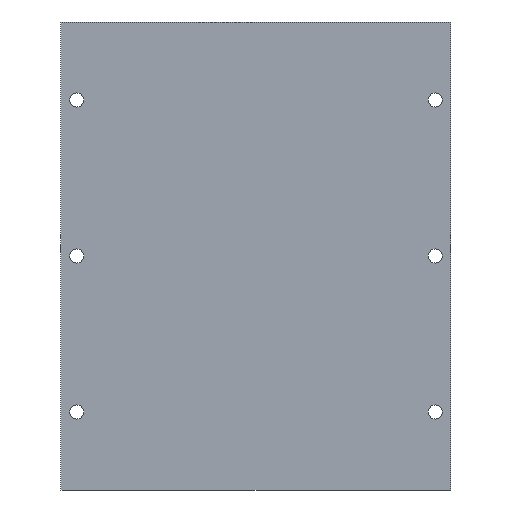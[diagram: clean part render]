
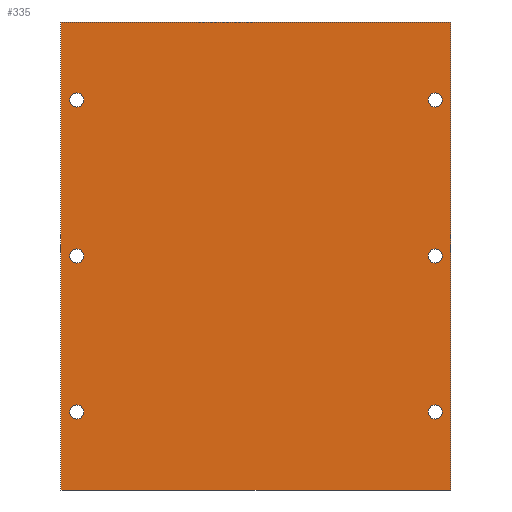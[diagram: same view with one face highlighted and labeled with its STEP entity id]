
A CAD part, front view. The second image highlights one B-rep face of the part: STEP entity #335.
In plain terms, the highlighted planar face has unit normal (0, -1, 0).
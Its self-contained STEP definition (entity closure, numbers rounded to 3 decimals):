
#10 = AXIS2_PLACEMENT_3D ( 'NONE', #453, #754, #930 ) ;
#14 = VECTOR ( 'NONE', #729, 1000. ) ;
#33 = AXIS2_PLACEMENT_3D ( 'NONE', #426, #1224, #731 ) ;
#46 = CIRCLE ( 'NONE', #599, 2.25 ) ;
#50 = ORIENTED_EDGE ( 'NONE', *, *, #759, .T. ) ;
#64 = DIRECTION ( 'NONE',  ( 0., 0., 1. ) ) ;
#71 = FACE_OUTER_BOUND ( 'NONE', #548, .T. ) ;
#77 = PLANE ( 'NONE',  #680 ) ;
#95 = DIRECTION ( 'NONE',  ( 0., 1., 0. ) ) ;
#97 = VERTEX_POINT ( 'NONE', #326 ) ;
#98 = DIRECTION ( 'NONE',  ( 0., 0., -1. ) ) ;
#115 = EDGE_CURVE ( 'NONE', #138, #211, #1124, .T. ) ;
#137 = DIRECTION ( 'NONE',  ( 1., 0., 0. ) ) ;
#138 = VERTEX_POINT ( 'NONE', #1150 ) ;
#140 = DIRECTION ( 'NONE',  ( 0., 0., 1. ) ) ;
#147 = CARTESIAN_POINT ( 'NONE',  ( 5., 0., 125. ) ) ;
#161 = EDGE_LOOP ( 'NONE', ( #1254, #696 ) ) ;
#163 = DIRECTION ( 'NONE',  ( 0., 1., 0. ) ) ;
#165 = ORIENTED_EDGE ( 'NONE', *, *, #1286, .T. ) ;
#184 = CARTESIAN_POINT ( 'NONE',  ( 5., 0., 75. ) ) ;
#192 = CARTESIAN_POINT ( 'NONE',  ( 120., 0., 75. ) ) ;
#196 = AXIS2_PLACEMENT_3D ( 'NONE', #747, #163, #551 ) ;
#200 = DIRECTION ( 'NONE',  ( 0., 0., 1. ) ) ;
#202 = LINE ( 'NONE', #595, #1141 ) ;
#204 = AXIS2_PLACEMENT_3D ( 'NONE', #1293, #95, #588 ) ;
#211 = VERTEX_POINT ( 'NONE', #1213 ) ;
#233 = DIRECTION ( 'NONE',  ( 0., 1., 0. ) ) ;
#235 = CARTESIAN_POINT ( 'NONE',  ( 5., 0., 75. ) ) ;
#243 = FACE_BOUND ( 'NONE', #1280, .T. ) ;
#255 = AXIS2_PLACEMENT_3D ( 'NONE', #235, #627, #831 ) ;
#258 = FACE_BOUND ( 'NONE', #161, .T. ) ;
#265 = CIRCLE ( 'NONE', #592, 2.25 ) ;
#271 = EDGE_CURVE ( 'NONE', #929, #859, #1132, .T. ) ;
#280 = CIRCLE ( 'NONE', #196, 2.25 ) ;
#287 = ORIENTED_EDGE ( 'NONE', *, *, #703, .T. ) ;
#312 = DIRECTION ( 'NONE',  ( 0., 1., 0. ) ) ;
#318 = CARTESIAN_POINT ( 'NONE',  ( 120., 0., 127.25 ) ) ;
#322 = LINE ( 'NONE', #720, #14 ) ;
#326 = CARTESIAN_POINT ( 'NONE',  ( 120., 0., 22.75 ) ) ;
#330 = EDGE_CURVE ( 'NONE', #689, #465, #322, .T. ) ;
#335 = ADVANCED_FACE ( 'NONE', ( #842, #258, #566, #669, #243, #967, #71 ), #77, .F. ) ;
#336 = CIRCLE ( 'NONE', #692, 2.25 ) ;
#339 = ORIENTED_EDGE ( 'NONE', *, *, #1292, .T. ) ;
#365 = ORIENTED_EDGE ( 'NONE', *, *, #1166, .F. ) ;
#378 = EDGE_LOOP ( 'NONE', ( #1208, #165 ) ) ;
#390 = EDGE_CURVE ( 'NONE', #763, #860, #265, .T. ) ;
#399 = CIRCLE ( 'NONE', #255, 2.25 ) ;
#426 = CARTESIAN_POINT ( 'NONE',  ( 120., 0., 25. ) ) ;
#431 = CARTESIAN_POINT ( 'NONE',  ( 5., 0., 25. ) ) ;
#453 = CARTESIAN_POINT ( 'NONE',  ( 5., 0., 25. ) ) ;
#465 = VERTEX_POINT ( 'NONE', #986 ) ;
#481 = ORIENTED_EDGE ( 'NONE', *, *, #778, .T. ) ;
#485 = VECTOR ( 'NONE', #1001, 1000. ) ;
#493 = DIRECTION ( 'NONE',  ( 0., 0., 1. ) ) ;
#497 = CIRCLE ( 'NONE', #771, 2.25 ) ;
#510 = CARTESIAN_POINT ( 'NONE',  ( 5., 0., 27.25 ) ) ;
#515 = CARTESIAN_POINT ( 'NONE',  ( 120., 0., 72.75 ) ) ;
#534 = CARTESIAN_POINT ( 'NONE',  ( 5., 0., 72.75 ) ) ;
#537 = CARTESIAN_POINT ( 'NONE',  ( 5., 0., 77.25 ) ) ;
#541 = AXIS2_PLACEMENT_3D ( 'NONE', #431, #988, #688 ) ;
#548 = EDGE_LOOP ( 'NONE', ( #874, #365, #849, #617 ) ) ;
#551 = DIRECTION ( 'NONE',  ( 0., 0., 1. ) ) ;
#555 = DIRECTION ( 'NONE',  ( 0., 0., 1. ) ) ;
#557 = CARTESIAN_POINT ( 'NONE',  ( 120., 0., 27.25 ) ) ;
#560 = AXIS2_PLACEMENT_3D ( 'NONE', #147, #951, #140 ) ;
#566 = FACE_BOUND ( 'NONE', #645, .T. ) ;
#571 = VERTEX_POINT ( 'NONE', #534 ) ;
#574 = VERTEX_POINT ( 'NONE', #510 ) ;
#588 = DIRECTION ( 'NONE',  ( 0., 0., 1. ) ) ;
#592 = AXIS2_PLACEMENT_3D ( 'NONE', #752, #1154, #555 ) ;
#595 = CARTESIAN_POINT ( 'NONE',  ( 0., 0., 150. ) ) ;
#599 = AXIS2_PLACEMENT_3D ( 'NONE', #192, #312, #717 ) ;
#617 = ORIENTED_EDGE ( 'NONE', *, *, #864, .T. ) ;
#627 = DIRECTION ( 'NONE',  ( 0., 1., 0. ) ) ;
#634 = DIRECTION ( 'NONE',  ( 0., 0., 1. ) ) ;
#643 = VERTEX_POINT ( 'NONE', #515 ) ;
#644 = DIRECTION ( 'NONE',  ( 0., 1., 0. ) ) ;
#645 = EDGE_LOOP ( 'NONE', ( #50, #871 ) ) ;
#655 = ORIENTED_EDGE ( 'NONE', *, *, #390, .T. ) ;
#669 = FACE_BOUND ( 'NONE', #1144, .T. ) ;
#680 = AXIS2_PLACEMENT_3D ( 'NONE', #1051, #644, #64 ) ;
#688 = DIRECTION ( 'NONE',  ( 0., 0., 1. ) ) ;
#689 = VERTEX_POINT ( 'NONE', #718 ) ;
#692 = AXIS2_PLACEMENT_3D ( 'NONE', #755, #233, #634 ) ;
#696 = ORIENTED_EDGE ( 'NONE', *, *, #999, .T. ) ;
#701 = CARTESIAN_POINT ( 'NONE',  ( 125., 0., 150. ) ) ;
#703 = EDGE_CURVE ( 'NONE', #97, #906, #497, .T. ) ;
#706 = CARTESIAN_POINT ( 'NONE',  ( 0., 0., 0. ) ) ;
#717 = DIRECTION ( 'NONE',  ( 0., 0., 1. ) ) ;
#718 = CARTESIAN_POINT ( 'NONE',  ( 0., 0., 150. ) ) ;
#720 = CARTESIAN_POINT ( 'NONE',  ( 0., 0., 150. ) ) ;
#721 = ORIENTED_EDGE ( 'NONE', *, *, #1105, .T. ) ;
#729 = DIRECTION ( 'NONE',  ( 1., 0., 0. ) ) ;
#731 = DIRECTION ( 'NONE',  ( 0., 0., 1. ) ) ;
#734 = EDGE_LOOP ( 'NONE', ( #1098, #655 ) ) ;
#747 = CARTESIAN_POINT ( 'NONE',  ( 120., 0., 75. ) ) ;
#752 = CARTESIAN_POINT ( 'NONE',  ( 120., 0., 125. ) ) ;
#754 = DIRECTION ( 'NONE',  ( 0., 1., 0. ) ) ;
#755 = CARTESIAN_POINT ( 'NONE',  ( 5., 0., 125. ) ) ;
#758 = EDGE_CURVE ( 'NONE', #860, #763, #1170, .T. ) ;
#759 = EDGE_CURVE ( 'NONE', #1042, #643, #46, .T. ) ;
#763 = VERTEX_POINT ( 'NONE', #896 ) ;
#765 = EDGE_CURVE ( 'NONE', #574, #773, #1103, .T. ) ;
#771 = AXIS2_PLACEMENT_3D ( 'NONE', #820, #1219, #493 ) ;
#773 = VERTEX_POINT ( 'NONE', #982 ) ;
#778 = EDGE_CURVE ( 'NONE', #1250, #571, #399, .T. ) ;
#811 = DIRECTION ( 'NONE',  ( 0., 1., 0. ) ) ;
#814 = CIRCLE ( 'NONE', #1003, 2.25 ) ;
#820 = CARTESIAN_POINT ( 'NONE',  ( 120., 0., 25. ) ) ;
#831 = DIRECTION ( 'NONE',  ( 0., 0., 1. ) ) ;
#842 = FACE_BOUND ( 'NONE', #734, .T. ) ;
#849 = ORIENTED_EDGE ( 'NONE', *, *, #330, .F. ) ;
#850 = CIRCLE ( 'NONE', #33, 2.25 ) ;
#855 = CIRCLE ( 'NONE', #10, 2.25 ) ;
#859 = VERTEX_POINT ( 'NONE', #1216 ) ;
#860 = VERTEX_POINT ( 'NONE', #318 ) ;
#864 = EDGE_CURVE ( 'NONE', #689, #929, #202, .T. ) ;
#871 = ORIENTED_EDGE ( 'NONE', *, *, #884, .T. ) ;
#874 = ORIENTED_EDGE ( 'NONE', *, *, #271, .T. ) ;
#884 = EDGE_CURVE ( 'NONE', #643, #1042, #280, .T. ) ;
#896 = CARTESIAN_POINT ( 'NONE',  ( 120., 0., 122.75 ) ) ;
#906 = VERTEX_POINT ( 'NONE', #557 ) ;
#929 = VERTEX_POINT ( 'NONE', #1027 ) ;
#930 = DIRECTION ( 'NONE',  ( 0., 0., 1. ) ) ;
#951 = DIRECTION ( 'NONE',  ( 0., 1., 0. ) ) ;
#967 = FACE_BOUND ( 'NONE', #378, .T. ) ;
#982 = CARTESIAN_POINT ( 'NONE',  ( 5., 0., 22.75 ) ) ;
#986 = CARTESIAN_POINT ( 'NONE',  ( 125., 0., 150. ) ) ;
#988 = DIRECTION ( 'NONE',  ( 0., 1., 0. ) ) ;
#992 = VECTOR ( 'NONE', #137, 1000. ) ;
#999 = EDGE_CURVE ( 'NONE', #211, #138, #336, .T. ) ;
#1001 = DIRECTION ( 'NONE',  ( 0., 0., -1. ) ) ;
#1003 = AXIS2_PLACEMENT_3D ( 'NONE', #184, #811, #200 ) ;
#1027 = CARTESIAN_POINT ( 'NONE',  ( 0., 0., 0. ) ) ;
#1042 = VERTEX_POINT ( 'NONE', #1086 ) ;
#1051 = CARTESIAN_POINT ( 'NONE',  ( 0., 0., 150. ) ) ;
#1086 = CARTESIAN_POINT ( 'NONE',  ( 120., 0., 77.25 ) ) ;
#1098 = ORIENTED_EDGE ( 'NONE', *, *, #758, .T. ) ;
#1103 = CIRCLE ( 'NONE', #541, 2.25 ) ;
#1105 = EDGE_CURVE ( 'NONE', #571, #1250, #814, .T. ) ;
#1124 = CIRCLE ( 'NONE', #560, 2.25 ) ;
#1132 = LINE ( 'NONE', #706, #992 ) ;
#1141 = VECTOR ( 'NONE', #98, 1000. ) ;
#1144 = EDGE_LOOP ( 'NONE', ( #481, #721 ) ) ;
#1150 = CARTESIAN_POINT ( 'NONE',  ( 5., 0., 127.25 ) ) ;
#1154 = DIRECTION ( 'NONE',  ( 0., 1., 0. ) ) ;
#1166 = EDGE_CURVE ( 'NONE', #465, #859, #1193, .T. ) ;
#1170 = CIRCLE ( 'NONE', #204, 2.25 ) ;
#1193 = LINE ( 'NONE', #701, #485 ) ;
#1208 = ORIENTED_EDGE ( 'NONE', *, *, #765, .T. ) ;
#1213 = CARTESIAN_POINT ( 'NONE',  ( 5., 0., 122.75 ) ) ;
#1216 = CARTESIAN_POINT ( 'NONE',  ( 125., 0., 0. ) ) ;
#1219 = DIRECTION ( 'NONE',  ( 0., 1., 0. ) ) ;
#1224 = DIRECTION ( 'NONE',  ( 0., 1., 0. ) ) ;
#1250 = VERTEX_POINT ( 'NONE', #537 ) ;
#1254 = ORIENTED_EDGE ( 'NONE', *, *, #115, .T. ) ;
#1280 = EDGE_LOOP ( 'NONE', ( #339, #287 ) ) ;
#1286 = EDGE_CURVE ( 'NONE', #773, #574, #855, .T. ) ;
#1292 = EDGE_CURVE ( 'NONE', #906, #97, #850, .T. ) ;
#1293 = CARTESIAN_POINT ( 'NONE',  ( 120., 0., 125. ) ) ;
